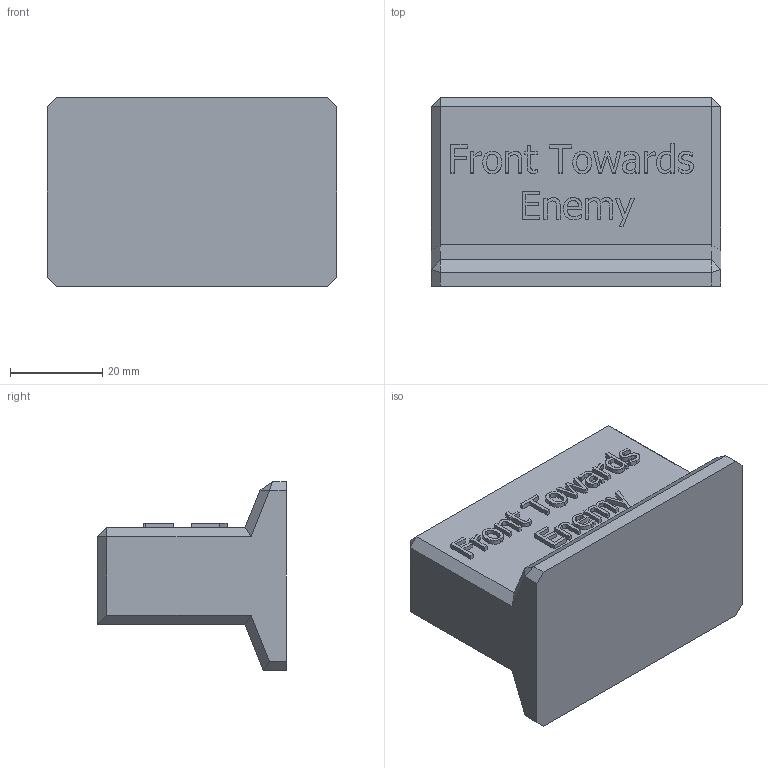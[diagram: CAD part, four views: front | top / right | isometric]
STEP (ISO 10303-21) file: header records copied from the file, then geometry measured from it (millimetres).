
FILE_DESCRIPTION(/* description */ (''),/* implementation_level */ '2;1');
FILE_NAME(/* name */ 'Radar Case.stp',/* time_stamp */ '2020-02-19T17:50:08-05:00',/* author */ ('Isaac Baumert'),/* organization */ (''),/* preprocessor_version */ 'ST-DEVELOPER v16.5',/* originating_system */ 'Autodesk Inventor 2017',/* authorisation */ '');
FILE_SCHEMA (('AUTOMOTIVE_DESIGN { 1 0 10303 214 3 1 1 }'));
Length unit declared in the file: millimetre
Products named in the file (1): Radar Case
Bounding box: 63 x 41 x 41 mm (x, y, z)
Volume: 29514.1 mm3; surface area: 13992.5 mm2
Topology: 1 solids, 1 shells, 300 faces, 811 edges, 535 vertices
Faces by surface type: plane 192, bspline 108
Entity records: 9877 total; most frequent: CARTESIAN_POINT 3051, ORIENTED_EDGE 1622, DIRECTION 981, EDGE_CURVE 811, LINE 595, VECTOR 595, VERTEX_POINT 535, EDGE_LOOP 322
